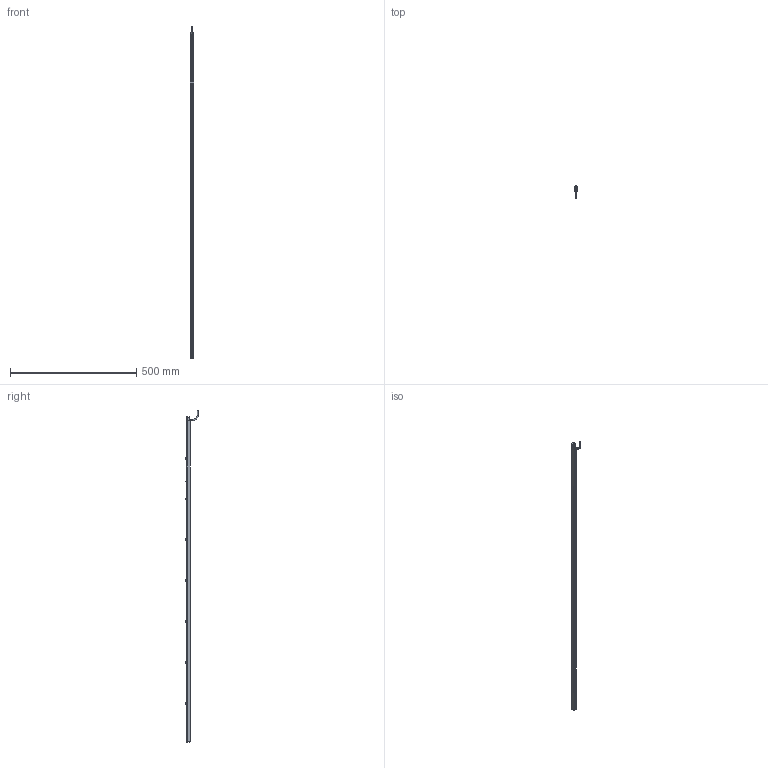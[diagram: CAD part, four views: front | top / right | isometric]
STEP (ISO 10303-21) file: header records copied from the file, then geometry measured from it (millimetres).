
FILE_DESCRIPTION((''),'2;1');
FILE_NAME('217853_SM01_ASM','2022-07-14T14:38:45',('PDMAdmin'),('BANNER ENGINEERING'),'CREO PARAMETRIC BY PTC INC, 2019292','CREO PARAMETRIC BY PTC INC, 2019292','');
FILE_SCHEMA(('CONFIG_CONTROL_DESIGN'));
Products named in the file (2): 217853_SM01; 217853_SM01_ASM
Assembly tree (1 placements, depth 2):
  217853_SM01_ASM
    217853_SM01
Bounding box: 12 x 49.1 x 1316.15 mm (x, y, z)
Volume: 75236.9 mm3; surface area: 140182.6 mm2
Topology: 4 solids, 4 shells, 1401 faces, 3649 edges, 2216 vertices
Faces by surface type: bspline 568, cylinder 310, plane 308, cone 115, sphere 34, revolution 28, torus 22, extrusion 16
Entity records: 102472 total; most frequent: CARTESIAN_POINT 74107, ORIENTED_EDGE 7238, DIRECTION 3942, EDGE_CURVE 3619, VERTEX_POINT 2216, B_SPLINE_CURVE_WITH_KNOTS 2011, AXIS2_PLACEMENT_3D 1454, EDGE_LOOP 1431
